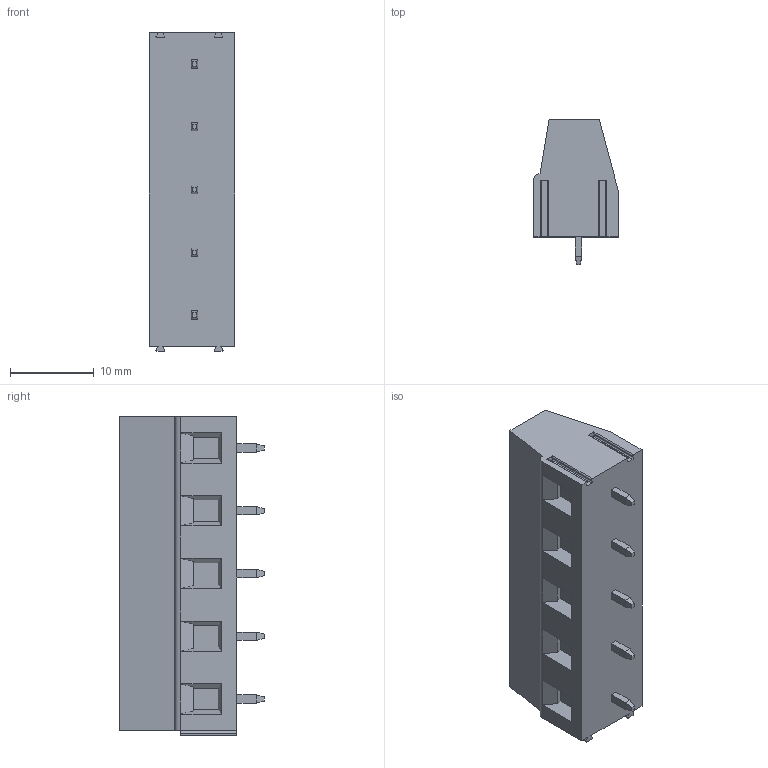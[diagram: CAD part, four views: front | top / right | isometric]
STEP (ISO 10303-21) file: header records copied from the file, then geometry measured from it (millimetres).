
FILE_DESCRIPTION((''),'2;1');
FILE_NAME('PRT0053','2024-12-06T',('yanfa'),(''),'PRO/ENGINEER BY PARAMETRIC TECHNOLOGY CORPORATION, 2009280','PRO/ENGINEER BY PARAMETRIC TECHNOLOGY CORPORATION, 2009280','');
FILE_SCHEMA(('AUTOMOTIVE_DESIGN_CC2 { 1 2 10303 214 -1 1 5 2 }'));
Length unit declared in the file: millimetre
Products named in the file (1): PRT0053
Bounding box: 10.2 x 17.3 x 38.1 mm (x, y, z)
Volume: 4462.7 mm3; surface area: 2292.2 mm2
Topology: 1 solids, 1 shells, 257 faces, 665 edges, 420 vertices
Faces by surface type: plane 174, cylinder 53, cone 20, torus 10
Entity records: 7837 total; most frequent: CARTESIAN_POINT 1462, ORIENTED_EDGE 1330, DIRECTION 1295, EDGE_CURVE 665, VECTOR 509, LINE 509, VERTEX_POINT 420, AXIS2_PLACEMENT_3D 393
